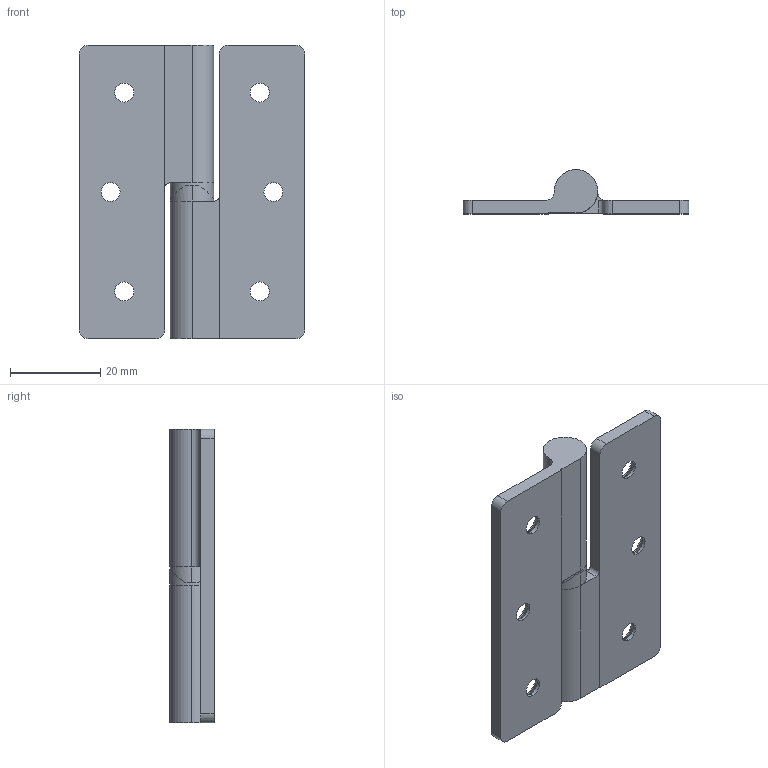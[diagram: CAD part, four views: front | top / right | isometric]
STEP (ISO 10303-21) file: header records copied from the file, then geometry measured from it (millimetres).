
FILE_DESCRIPTION (( 'STEP AP203' ), '1' );
FILE_NAME ('B-167-3-R.STEP', '2011-10-03T06:53:20', ( '' ), ( '' ), 'SwSTEP 2.0', 'SolidWorks 2011', '' );
FILE_SCHEMA (( 'CONFIG_CONTROL_DESIGN' ));
Length unit declared in the file: millimetre
Products named in the file (6): B-167-3-Rピン_; B-167-3-R僸儞僕B_; B-167-3-R僸儞僕A_; B-167-3-R; B-167-3-R僽僢僔儏B_; B-167-3-R僽僢僔儏A_
Assembly tree (5 placements, depth 2):
  B-167-3-R
    B-167-3-R僸儞僕B_
    B-167-3-R僽僢僔儏A_
    B-167-3-R僽僢僔儏B_
    B-167-3-R僸儞僕A_
    B-167-3-Rピン_
Bounding box: 50 x 9.8 x 65 mm (x, y, z)
Volume: 11858.7 mm3; surface area: 11178.1 mm2
Topology: 5 solids, 5 shells, 119 faces, 288 edges, 182 vertices
Faces by surface type: cylinder 60, plane 33, cone 14, bspline 8, torus 4
Entity records: 4496 total; most frequent: CARTESIAN_POINT 989, DIRECTION 648, ORIENTED_EDGE 576, EDGE_CURVE 288, AXIS2_PLACEMENT_3D 265, VERTEX_POINT 182, CIRCLE 146, EDGE_LOOP 140
